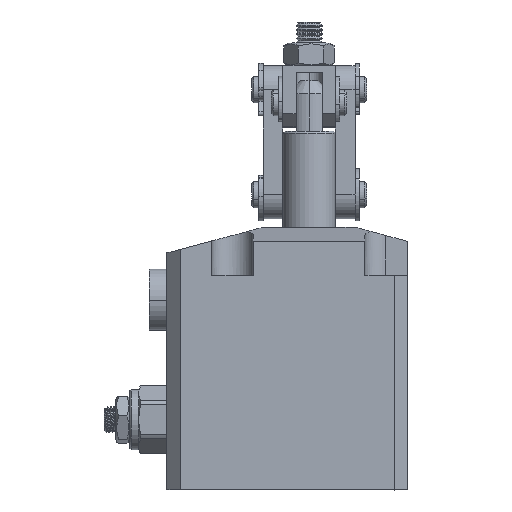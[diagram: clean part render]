
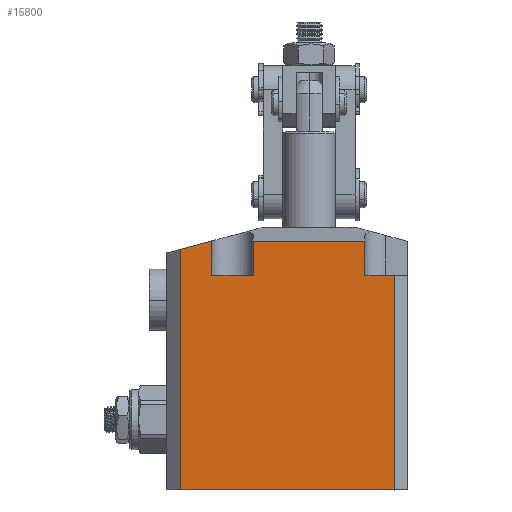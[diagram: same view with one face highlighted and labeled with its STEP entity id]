
A CAD part, top view. The second image highlights one B-rep face of the part: STEP entity #15800.
In plain terms, the highlighted planar face has unit normal (0, 0, 1).
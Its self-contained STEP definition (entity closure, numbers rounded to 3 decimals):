
#211 = EDGE_CURVE ( 'NONE', #21412, #5461, #26816, .T. ) ;
#256 = DIRECTION ( 'NONE',  ( 0., -1., 0. ) ) ;
#618 = LINE ( 'NONE', #21869, #13669 ) ;
#665 = LINE ( 'NONE', #13279, #29245 ) ;
#682 = CARTESIAN_POINT ( 'NONE',  ( 450.38, 113.989, 22.5 ) ) ;
#713 = DIRECTION ( 'NONE',  ( 0., 1., 0. ) ) ;
#1620 = LINE ( 'NONE', #8469, #28119 ) ;
#2100 = CARTESIAN_POINT ( 'NONE',  ( 440.63, 121.774, 22.5 ) ) ;
#2272 = FACE_OUTER_BOUND ( 'NONE', #30280, .T. ) ;
#2374 = DIRECTION ( 'NONE',  ( 0., 1., 0. ) ) ;
#2817 = EDGE_CURVE ( 'NONE', #24572, #27629, #14025, .T. ) ;
#2938 = VECTOR ( 'NONE', #30735, 1000. ) ;
#2967 = CARTESIAN_POINT ( 'NONE',  ( 440.88, 64.989, 22.5 ) ) ;
#3501 = CARTESIAN_POINT ( 'NONE',  ( 440.88, 121.774, 22.5 ) ) ;
#3700 = ORIENTED_EDGE ( 'NONE', *, *, #8268, .T. ) ;
#3755 = ORIENTED_EDGE ( 'NONE', *, *, #24165, .T. ) ;
#3913 = VERTEX_POINT ( 'NONE', #18966 ) ;
#4390 = LINE ( 'NONE', #15427, #29758 ) ;
#5134 = CARTESIAN_POINT ( 'NONE',  ( 450.38, 64.989, 22.5 ) ) ;
#5461 = VERTEX_POINT ( 'NONE', #2100 ) ;
#5843 = CARTESIAN_POINT ( 'NONE',  ( 433.63, 119.898, 22.5 ) ) ;
#6677 = VECTOR ( 'NONE', #10413, 1000. ) ;
#7418 = VERTEX_POINT ( 'NONE', #24257 ) ;
#7603 = VECTOR ( 'NONE', #21302, 1000. ) ;
#8077 = LINE ( 'NONE', #2967, #12580 ) ;
#8268 = EDGE_CURVE ( 'NONE', #9455, #28720, #8077, .T. ) ;
#8469 = CARTESIAN_POINT ( 'NONE',  ( 433.63, 64.989, 22.5 ) ) ;
#9389 = CARTESIAN_POINT ( 'NONE',  ( 433.63, 64.989, 22.5 ) ) ;
#9455 = VERTEX_POINT ( 'NONE', #24333 ) ;
#9503 = DIRECTION ( 'NONE',  ( 0., 0., 1. ) ) ;
#9966 = ORIENTED_EDGE ( 'NONE', *, *, #22147, .T. ) ;
#10413 = DIRECTION ( 'NONE',  ( -1., 0., 0. ) ) ;
#10457 = ORIENTED_EDGE ( 'NONE', *, *, #2817, .F. ) ;
#10750 = EDGE_CURVE ( 'NONE', #28720, #5461, #618, .T. ) ;
#12243 = ORIENTED_EDGE ( 'NONE', *, *, #29780, .T. ) ;
#12580 = VECTOR ( 'NONE', #713, 1000. ) ;
#13279 = CARTESIAN_POINT ( 'NONE',  ( 433.63, 113.989, 22.5 ) ) ;
#13669 = VECTOR ( 'NONE', #29653, 1000. ) ;
#14025 = LINE ( 'NONE', #26086, #6677 ) ;
#14669 = ORIENTED_EDGE ( 'NONE', *, *, #10750, .T. ) ;
#15427 = CARTESIAN_POINT ( 'NONE',  ( 475.88, 64.989, 22.5 ) ) ;
#15582 = DIRECTION ( 'NONE',  ( -1., 0., 0. ) ) ;
#15704 = ORIENTED_EDGE ( 'NONE', *, *, #211, .F. ) ;
#15800 = ADVANCED_FACE ( 'NONE', ( #2272 ), #17421, .T. ) ;
#16194 = EDGE_CURVE ( 'NONE', #26382, #3913, #665, .T. ) ;
#17421 = PLANE ( 'NONE',  #25982 ) ;
#18555 = DIRECTION ( 'NONE',  ( -1., 0., 0. ) ) ;
#18966 = CARTESIAN_POINT ( 'NONE',  ( 475.88, 113.989, 22.5 ) ) ;
#19039 = CARTESIAN_POINT ( 'NONE',  ( 482.63, 64.989, 22.5 ) ) ;
#19467 = ORIENTED_EDGE ( 'NONE', *, *, #16194, .T. ) ;
#20716 = CARTESIAN_POINT ( 'NONE',  ( 433.63, 113.989, 22.5 ) ) ;
#20746 = EDGE_CURVE ( 'NONE', #32706, #33627, #31444, .T. ) ;
#20927 = CARTESIAN_POINT ( 'NONE',  ( 433.63, 121.774, 22.5 ) ) ;
#21064 = VECTOR ( 'NONE', #23465, 1000. ) ;
#21302 = DIRECTION ( 'NONE',  ( 0.966, 0.259, 0. ) ) ;
#21410 = EDGE_CURVE ( 'NONE', #21412, #27629, #1620, .T. ) ;
#21412 = VERTEX_POINT ( 'NONE', #5843 ) ;
#21440 = CARTESIAN_POINT ( 'NONE',  ( 482.63, 113.989, 22.5 ) ) ;
#21486 = ORIENTED_EDGE ( 'NONE', *, *, #20746, .T. ) ;
#21647 = CARTESIAN_POINT ( 'NONE',  ( 452.63, 124.989, 22.5 ) ) ;
#21869 = CARTESIAN_POINT ( 'NONE',  ( 433.63, 121.774, 22.5 ) ) ;
#22147 = EDGE_CURVE ( 'NONE', #3913, #7418, #4390, .T. ) ;
#22727 = LINE ( 'NONE', #20716, #21064 ) ;
#23465 = DIRECTION ( 'NONE',  ( -1., 0., 0. ) ) ;
#23764 = LINE ( 'NONE', #30629, #2938 ) ;
#24165 = EDGE_CURVE ( 'NONE', #24572, #26382, #23764, .T. ) ;
#24257 = CARTESIAN_POINT ( 'NONE',  ( 475.88, 121.774, 22.5 ) ) ;
#24333 = CARTESIAN_POINT ( 'NONE',  ( 440.88, 113.989, 22.5 ) ) ;
#24530 = VECTOR ( 'NONE', #18555, 1000. ) ;
#24572 = VERTEX_POINT ( 'NONE', #19039 ) ;
#24922 = EDGE_CURVE ( 'NONE', #7418, #32706, #28608, .T. ) ;
#25039 = CARTESIAN_POINT ( 'NONE',  ( 450.38, 121.774, 22.5 ) ) ;
#25982 = AXIS2_PLACEMENT_3D ( 'NONE', #9389, #9503, #27568 ) ;
#26086 = CARTESIAN_POINT ( 'NONE',  ( 430.63, 64.989, 22.5 ) ) ;
#26382 = VERTEX_POINT ( 'NONE', #21440 ) ;
#26718 = ORIENTED_EDGE ( 'NONE', *, *, #21410, .T. ) ;
#26748 = DIRECTION ( 'NONE',  ( 0., -1., 0. ) ) ;
#26816 = LINE ( 'NONE', #21647, #7603 ) ;
#27568 = DIRECTION ( 'NONE',  ( 1., 0., 0. ) ) ;
#27629 = VERTEX_POINT ( 'NONE', #30210 ) ;
#27764 = VECTOR ( 'NONE', #256, 1000. ) ;
#28119 = VECTOR ( 'NONE', #26748, 1000. ) ;
#28608 = LINE ( 'NONE', #20927, #24530 ) ;
#28720 = VERTEX_POINT ( 'NONE', #3501 ) ;
#29245 = VECTOR ( 'NONE', #15582, 1000. ) ;
#29653 = DIRECTION ( 'NONE',  ( -1., 0., 0. ) ) ;
#29758 = VECTOR ( 'NONE', #2374, 1000. ) ;
#29780 = EDGE_CURVE ( 'NONE', #33627, #9455, #22727, .T. ) ;
#30210 = CARTESIAN_POINT ( 'NONE',  ( 433.63, 64.989, 22.5 ) ) ;
#30280 = EDGE_LOOP ( 'NONE', ( #10457, #3755, #19467, #9966, #30676, #21486, #12243, #3700, #14669, #15704, #26718 ) ) ;
#30629 = CARTESIAN_POINT ( 'NONE',  ( 482.63, 64.989, 22.5 ) ) ;
#30676 = ORIENTED_EDGE ( 'NONE', *, *, #24922, .T. ) ;
#30735 = DIRECTION ( 'NONE',  ( 0., 1., 0. ) ) ;
#31444 = LINE ( 'NONE', #5134, #27764 ) ;
#32706 = VERTEX_POINT ( 'NONE', #25039 ) ;
#33627 = VERTEX_POINT ( 'NONE', #682 ) ;
